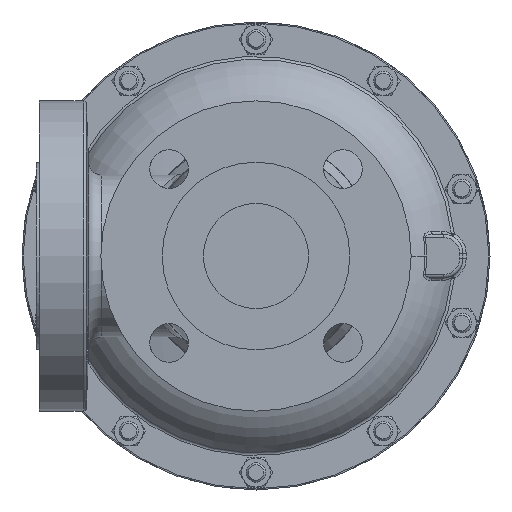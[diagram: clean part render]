
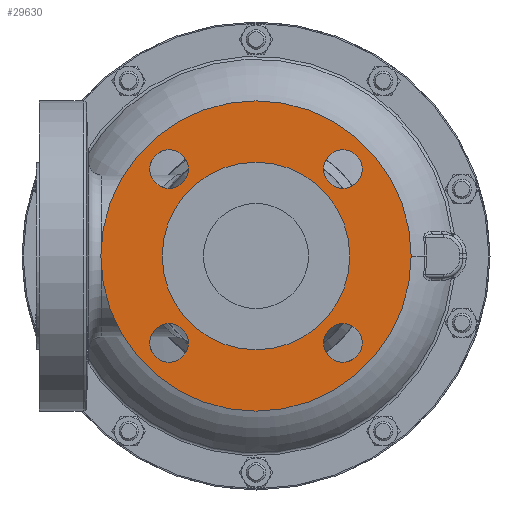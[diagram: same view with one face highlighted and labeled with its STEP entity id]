
A CAD part, front view. The second image highlights one B-rep face of the part: STEP entity #29630.
In plain terms, the highlighted planar face has unit normal (0, -1, 0).
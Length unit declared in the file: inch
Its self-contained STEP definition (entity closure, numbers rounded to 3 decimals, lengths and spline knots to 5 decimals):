
#2137 = CIRCLE ( 'NONE', #46410, 0.375 ) ;
#2895 = FACE_OUTER_BOUND ( 'NONE', #25026, .T. ) ;
#3089 = DIRECTION ( 'NONE',  ( 0., 0., -1. ) ) ;
#3534 = CIRCLE ( 'NONE', #69373, 0.375 ) ;
#3953 = VERTEX_POINT ( 'NONE', #4998 ) ;
#4092 = EDGE_CURVE ( 'NONE', #24068, #82582, #23058, .T. ) ;
#4228 = CIRCLE ( 'NONE', #54296, 0.375 ) ;
#4799 = AXIS2_PLACEMENT_3D ( 'NONE', #12495, #25113, #79217 ) ;
#4998 = CARTESIAN_POINT ( 'NONE',  ( -1.67938, -4.188, 1.30438 ) ) ;
#5452 = EDGE_LOOP ( 'NONE', ( #54338, #7346 ) ) ;
#6217 = EDGE_CURVE ( 'NONE', #19226, #3953, #2137, .T. ) ;
#6443 = CARTESIAN_POINT ( 'NONE',  ( 0., -4.188, 3. ) ) ;
#6595 = CIRCLE ( 'NONE', #12348, 1.8125 ) ;
#7158 = ORIENTED_EDGE ( 'NONE', *, *, #31491, .F. ) ;
#7346 = ORIENTED_EDGE ( 'NONE', *, *, #4092, .F. ) ;
#8407 = DIRECTION ( 'NONE',  ( 0., 0., -1. ) ) ;
#10049 = CARTESIAN_POINT ( 'NONE',  ( 1.67938, -4.188, -1.67938 ) ) ;
#12177 = DIRECTION ( 'NONE',  ( 0., -1., 0. ) ) ;
#12348 = AXIS2_PLACEMENT_3D ( 'NONE', #21652, #14906, #70021 ) ;
#12495 = CARTESIAN_POINT ( 'NONE',  ( -1.67938, -4.188, -1.67938 ) ) ;
#14108 = ORIENTED_EDGE ( 'NONE', *, *, #85708, .F. ) ;
#14906 = DIRECTION ( 'NONE',  ( 0., -1., 0. ) ) ;
#16277 = EDGE_CURVE ( 'NONE', #86520, #55972, #72257, .T. ) ;
#17383 = EDGE_CURVE ( 'NONE', #82582, #24068, #3534, .T. ) ;
#18118 = ORIENTED_EDGE ( 'NONE', *, *, #88448, .F. ) ;
#18909 = CARTESIAN_POINT ( 'NONE',  ( -1.67938, -4.188, -1.67938 ) ) ;
#19226 = VERTEX_POINT ( 'NONE', #21933 ) ;
#20215 = DIRECTION ( 'NONE',  ( 0., 0., -1. ) ) ;
#21652 = CARTESIAN_POINT ( 'NONE',  ( 0., -4.188, 0. ) ) ;
#21933 = CARTESIAN_POINT ( 'NONE',  ( -1.67938, -4.188, 2.05438 ) ) ;
#22052 = DIRECTION ( 'NONE',  ( 0., -1., 0. ) ) ;
#23058 = CIRCLE ( 'NONE', #47507, 0.375 ) ;
#23064 = CARTESIAN_POINT ( 'NONE',  ( 0., -4.188, 1.8125 ) ) ;
#23571 = PLANE ( 'NONE',  #48717 ) ;
#24047 = EDGE_LOOP ( 'NONE', ( #75572, #59486 ) ) ;
#24068 = VERTEX_POINT ( 'NONE', #74063 ) ;
#24658 = CARTESIAN_POINT ( 'NONE',  ( 0., -4.188, -1.8125 ) ) ;
#25026 = EDGE_LOOP ( 'NONE', ( #82933, #25673 ) ) ;
#25113 = DIRECTION ( 'NONE',  ( 0., -1., 0. ) ) ;
#25673 = ORIENTED_EDGE ( 'NONE', *, *, #65192, .F. ) ;
#28059 = VERTEX_POINT ( 'NONE', #24658 ) ;
#28121 = VERTEX_POINT ( 'NONE', #32664 ) ;
#28529 = CIRCLE ( 'NONE', #79964, 0.375 ) ;
#29630 = ADVANCED_FACE ( 'NONE', ( #36105, #37829, #36960, #30258, #63457, #2895 ), #23571, .F. ) ;
#29923 = VERTEX_POINT ( 'NONE', #71816 ) ;
#30258 = FACE_BOUND ( 'NONE', #24047, .T. ) ;
#30598 = DIRECTION ( 'NONE',  ( 0., 1., 0. ) ) ;
#30942 = CARTESIAN_POINT ( 'NONE',  ( 1.67938, -4.188, 2.05438 ) ) ;
#31491 = EDGE_CURVE ( 'NONE', #54105, #28121, #34883, .T. ) ;
#32664 = CARTESIAN_POINT ( 'NONE',  ( -1.67938, -4.188, -1.30438 ) ) ;
#33230 = CARTESIAN_POINT ( 'NONE',  ( -1.67938, -4.188, 1.67938 ) ) ;
#33806 = CARTESIAN_POINT ( 'NONE',  ( 0., -4.188, -3. ) ) ;
#34883 = CIRCLE ( 'NONE', #4799, 0.375 ) ;
#35415 = DIRECTION ( 'NONE',  ( 0., -1., 0. ) ) ;
#35556 = CARTESIAN_POINT ( 'NONE',  ( 0., -4.188, 0. ) ) ;
#35997 = DIRECTION ( 'NONE',  ( 0., -1., 0. ) ) ;
#36105 = FACE_BOUND ( 'NONE', #5452, .T. ) ;
#36381 = AXIS2_PLACEMENT_3D ( 'NONE', #45339, #30598, #85219 ) ;
#36664 = VERTEX_POINT ( 'NONE', #30942 ) ;
#36688 = DIRECTION ( 'NONE',  ( 0., 0., -1. ) ) ;
#36960 = FACE_BOUND ( 'NONE', #41036, .T. ) ;
#37145 = CIRCLE ( 'NONE', #44267, 0.375 ) ;
#37404 = DIRECTION ( 'NONE',  ( 0., 0., -1. ) ) ;
#37829 = FACE_BOUND ( 'NONE', #53023, .T. ) ;
#41036 = EDGE_LOOP ( 'NONE', ( #61234, #61482 ) ) ;
#41241 = DIRECTION ( 'NONE',  ( 0., 0., -1. ) ) ;
#43281 = EDGE_CURVE ( 'NONE', #28121, #54105, #86183, .T. ) ;
#43366 = DIRECTION ( 'NONE',  ( 0., 1., 0. ) ) ;
#43662 = DIRECTION ( 'NONE',  ( 0., -1., 0. ) ) ;
#44267 = AXIS2_PLACEMENT_3D ( 'NONE', #64514, #35415, #3089 ) ;
#45339 = CARTESIAN_POINT ( 'NONE',  ( 0., -4.188, 0. ) ) ;
#46410 = AXIS2_PLACEMENT_3D ( 'NONE', #33230, #12177, #73532 ) ;
#47507 = AXIS2_PLACEMENT_3D ( 'NONE', #10049, #60549, #37404 ) ;
#47592 = EDGE_LOOP ( 'NONE', ( #14108, #18118 ) ) ;
#48717 = AXIS2_PLACEMENT_3D ( 'NONE', #71043, #78148, #51313 ) ;
#50749 = AXIS2_PLACEMENT_3D ( 'NONE', #35556, #35997, #55255 ) ;
#51240 = VERTEX_POINT ( 'NONE', #23064 ) ;
#51313 = DIRECTION ( 'NONE',  ( 0., 0., -1. ) ) ;
#52168 = EDGE_CURVE ( 'NONE', #3953, #19226, #28529, .T. ) ;
#52653 = EDGE_CURVE ( 'NONE', #36664, #29923, #37145, .T. ) ;
#53023 = EDGE_LOOP ( 'NONE', ( #60297, #7158 ) ) ;
#53342 = DIRECTION ( 'NONE',  ( 0., -1., 0. ) ) ;
#54105 = VERTEX_POINT ( 'NONE', #74092 ) ;
#54296 = AXIS2_PLACEMENT_3D ( 'NONE', #61409, #53342, #20215 ) ;
#54338 = ORIENTED_EDGE ( 'NONE', *, *, #17383, .F. ) ;
#55255 = DIRECTION ( 'NONE',  ( 0., 0., 1. ) ) ;
#55972 = VERTEX_POINT ( 'NONE', #33806 ) ;
#56062 = CARTESIAN_POINT ( 'NONE',  ( 1.67938, -4.188, -1.67938 ) ) ;
#57139 = DIRECTION ( 'NONE',  ( 0., 0., -1. ) ) ;
#59486 = ORIENTED_EDGE ( 'NONE', *, *, #74289, .F. ) ;
#60297 = ORIENTED_EDGE ( 'NONE', *, *, #43281, .F. ) ;
#60549 = DIRECTION ( 'NONE',  ( 0., -1., 0. ) ) ;
#60779 = CIRCLE ( 'NONE', #50749, 1.8125 ) ;
#61234 = ORIENTED_EDGE ( 'NONE', *, *, #6217, .F. ) ;
#61409 = CARTESIAN_POINT ( 'NONE',  ( 1.67938, -4.188, 1.67938 ) ) ;
#61482 = ORIENTED_EDGE ( 'NONE', *, *, #52168, .F. ) ;
#62624 = CARTESIAN_POINT ( 'NONE',  ( -1.67938, -4.188, 1.67938 ) ) ;
#63457 = FACE_BOUND ( 'NONE', #47592, .T. ) ;
#64514 = CARTESIAN_POINT ( 'NONE',  ( 1.67938, -4.188, 1.67938 ) ) ;
#64743 = AXIS2_PLACEMENT_3D ( 'NONE', #18909, #43662, #57139 ) ;
#64894 = CARTESIAN_POINT ( 'NONE',  ( 0., -4.188, 0. ) ) ;
#65192 = EDGE_CURVE ( 'NONE', #55972, #86520, #74978, .T. ) ;
#69373 = AXIS2_PLACEMENT_3D ( 'NONE', #56062, #22052, #41241 ) ;
#70021 = DIRECTION ( 'NONE',  ( 0., 0., 1. ) ) ;
#71043 = CARTESIAN_POINT ( 'NONE',  ( -1.8125, -4.188, 0. ) ) ;
#71816 = CARTESIAN_POINT ( 'NONE',  ( 1.67938, -4.188, 1.30438 ) ) ;
#72257 = CIRCLE ( 'NONE', #75117, 3. ) ;
#73532 = DIRECTION ( 'NONE',  ( 0., 0., -1. ) ) ;
#74063 = CARTESIAN_POINT ( 'NONE',  ( 1.67938, -4.188, -2.05438 ) ) ;
#74092 = CARTESIAN_POINT ( 'NONE',  ( -1.67938, -4.188, -2.05438 ) ) ;
#74289 = EDGE_CURVE ( 'NONE', #29923, #36664, #4228, .T. ) ;
#74547 = CARTESIAN_POINT ( 'NONE',  ( 1.67938, -4.188, -1.30438 ) ) ;
#74978 = CIRCLE ( 'NONE', #36381, 3. ) ;
#75117 = AXIS2_PLACEMENT_3D ( 'NONE', #64894, #43366, #36688 ) ;
#75572 = ORIENTED_EDGE ( 'NONE', *, *, #52653, .F. ) ;
#78148 = DIRECTION ( 'NONE',  ( 0., 1., 0. ) ) ;
#79217 = DIRECTION ( 'NONE',  ( 0., 0., -1. ) ) ;
#79964 = AXIS2_PLACEMENT_3D ( 'NONE', #62624, #83184, #8407 ) ;
#82582 = VERTEX_POINT ( 'NONE', #74547 ) ;
#82933 = ORIENTED_EDGE ( 'NONE', *, *, #16277, .F. ) ;
#83184 = DIRECTION ( 'NONE',  ( 0., -1., 0. ) ) ;
#85219 = DIRECTION ( 'NONE',  ( 0., 0., -1. ) ) ;
#85708 = EDGE_CURVE ( 'NONE', #51240, #28059, #60779, .T. ) ;
#86183 = CIRCLE ( 'NONE', #64743, 0.375 ) ;
#86520 = VERTEX_POINT ( 'NONE', #6443 ) ;
#88448 = EDGE_CURVE ( 'NONE', #28059, #51240, #6595, .T. ) ;
